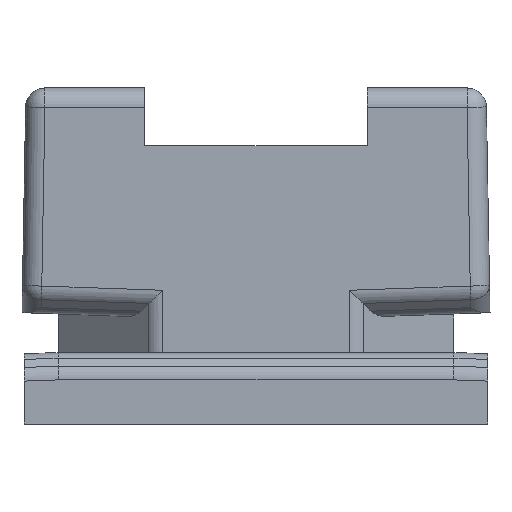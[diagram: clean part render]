
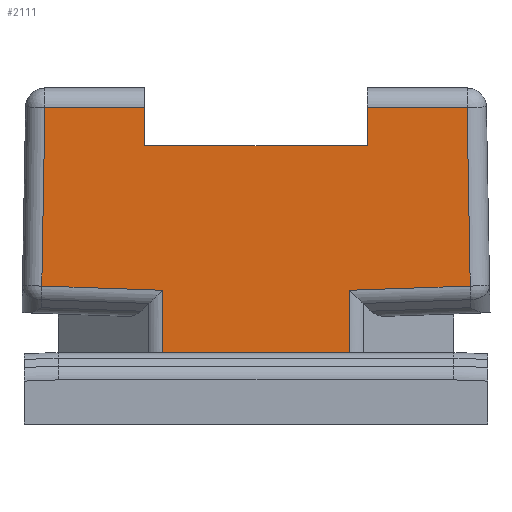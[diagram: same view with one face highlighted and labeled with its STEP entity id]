
A CAD part, front view. The second image highlights one B-rep face of the part: STEP entity #2111.
In plain terms, the highlighted planar face has unit normal (0, -1, 0).
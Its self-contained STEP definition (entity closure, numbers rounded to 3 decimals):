
#61=PLANE('',#2285);
#153=FACE_OUTER_BOUND('',#277,.T.);
#277=EDGE_LOOP('',(#1555,#1556,#1557,#1558,#1559,#1560,#1561,#1562,#1563,
#1564,#1565,#1566));
#453=LINE('',#3185,#671);
#458=LINE('',#3199,#676);
#460=LINE('',#3207,#678);
#461=LINE('',#3213,#679);
#465=LINE('',#3222,#683);
#468=LINE('',#3230,#686);
#478=LINE('',#3256,#696);
#484=LINE('',#3283,#702);
#485=LINE('',#3286,#703);
#487=LINE('',#3291,#705);
#488=LINE('',#3292,#706);
#489=LINE('',#3293,#707);
#671=VECTOR('',#2535,10.);
#676=VECTOR('',#2546,10.);
#678=VECTOR('',#2552,10.);
#679=VECTOR('',#2559,10.);
#683=VECTOR('',#2567,10.);
#686=VECTOR('',#2574,10.);
#696=VECTOR('',#2594,10.);
#702=VECTOR('',#2628,10.);
#703=VECTOR('',#2631,10.);
#705=VECTOR('',#2637,10.);
#706=VECTOR('',#2638,10.);
#707=VECTOR('',#2639,10.);
#943=VERTEX_POINT('',#3183);
#944=VERTEX_POINT('',#3184);
#948=VERTEX_POINT('',#3193);
#950=VERTEX_POINT('',#3197);
#953=VERTEX_POINT('',#3204);
#954=VERTEX_POINT('',#3206);
#955=VERTEX_POINT('',#3210);
#959=VERTEX_POINT('',#3220);
#961=VERTEX_POINT('',#3225);
#973=VERTEX_POINT('',#3255);
#980=VERTEX_POINT('',#3281);
#981=VERTEX_POINT('',#3285);
#1154=EDGE_CURVE('',#943,#944,#453,.T.);
#1161=EDGE_CURVE('',#950,#948,#458,.T.);
#1164=EDGE_CURVE('',#953,#954,#460,.T.);
#1167=EDGE_CURVE('',#950,#955,#461,.T.);
#1172=EDGE_CURVE('',#959,#955,#465,.T.);
#1176=EDGE_CURVE('',#948,#961,#468,.T.);
#1188=EDGE_CURVE('',#961,#973,#478,.T.);
#1203=EDGE_CURVE('',#980,#943,#484,.T.);
#1204=EDGE_CURVE('',#954,#981,#485,.T.);
#1207=EDGE_CURVE('',#973,#953,#487,.T.);
#1208=EDGE_CURVE('',#944,#959,#488,.T.);
#1209=EDGE_CURVE('',#980,#981,#489,.T.);
#1555=ORIENTED_EDGE('',*,*,#1204,.F.);
#1556=ORIENTED_EDGE('',*,*,#1164,.F.);
#1557=ORIENTED_EDGE('',*,*,#1207,.F.);
#1558=ORIENTED_EDGE('',*,*,#1188,.F.);
#1559=ORIENTED_EDGE('',*,*,#1176,.F.);
#1560=ORIENTED_EDGE('',*,*,#1161,.F.);
#1561=ORIENTED_EDGE('',*,*,#1167,.T.);
#1562=ORIENTED_EDGE('',*,*,#1172,.F.);
#1563=ORIENTED_EDGE('',*,*,#1208,.F.);
#1564=ORIENTED_EDGE('',*,*,#1154,.F.);
#1565=ORIENTED_EDGE('',*,*,#1203,.F.);
#1566=ORIENTED_EDGE('',*,*,#1209,.T.);
#2111=ADVANCED_FACE('',(#153),#61,.T.);
#2285=AXIS2_PLACEMENT_3D('',#3290,#2635,#2636);
#2535=DIRECTION('',(-0.999,0.,0.035));
#2546=DIRECTION('',(1.,0.,0.));
#2552=DIRECTION('',(-0.999,0.,-0.035));
#2559=DIRECTION('',(0.,0.,1.));
#2567=DIRECTION('',(1.,0.,0.));
#2574=DIRECTION('',(0.,0.,1.));
#2594=DIRECTION('',(1.,0.,0.));
#2628=DIRECTION('',(0.,0.,1.));
#2631=DIRECTION('',(0.,0.,-1.));
#2635=DIRECTION('center_axis',(0.,-1.,0.));
#2636=DIRECTION('ref_axis',(1.,0.,0.));
#2637=DIRECTION('',(0.017,0.,-1.));
#2638=DIRECTION('',(0.017,0.,1.));
#2639=DIRECTION('',(1.,0.,0.));
#3183=CARTESIAN_POINT('',(0.824,0.2,-8.545));
#3184=CARTESIAN_POINT('',(-5.432,0.2,-8.326));
#3185=CARTESIAN_POINT('',(-5.87,0.2,-8.311));
#3193=CARTESIAN_POINT('',(11.41,0.2,-1.071));
#3197=CARTESIAN_POINT('',(-0.09,0.2,-1.071));
#3199=CARTESIAN_POINT('',(-6.34,0.2,-1.071));
#3204=CARTESIAN_POINT('',(16.752,0.2,-8.326));
#3206=CARTESIAN_POINT('',(10.496,0.2,-8.545));
#3207=CARTESIAN_POINT('',(-0.351,0.2,-8.923));
#3210=CARTESIAN_POINT('',(-0.09,0.2,0.929));
#3213=CARTESIAN_POINT('',(-0.09,0.2,-3.071));
#3220=CARTESIAN_POINT('',(-5.27,0.2,0.929));
#3222=CARTESIAN_POINT('',(-4.778,0.2,0.929));
#3225=CARTESIAN_POINT('',(11.41,0.2,0.929));
#3230=CARTESIAN_POINT('',(11.41,0.2,-3.071));
#3255=CARTESIAN_POINT('',(16.59,0.2,0.929));
#3256=CARTESIAN_POINT('',(4.097,0.2,0.929));
#3281=CARTESIAN_POINT('',(0.824,0.2,-11.771));
#3283=CARTESIAN_POINT('',(0.824,0.2,-9.746));
#3285=CARTESIAN_POINT('',(10.496,0.2,-11.771));
#3286=CARTESIAN_POINT('',(10.496,0.2,-9.246));
#3290=CARTESIAN_POINT('Origin',(-6.34,0.2,-9.071));
#3291=CARTESIAN_POINT('',(16.761,0.2,-8.877));
#3292=CARTESIAN_POINT('',(-5.445,0.2,-9.087));
#3293=CARTESIAN_POINT('',(4.785,0.2,-11.771));
